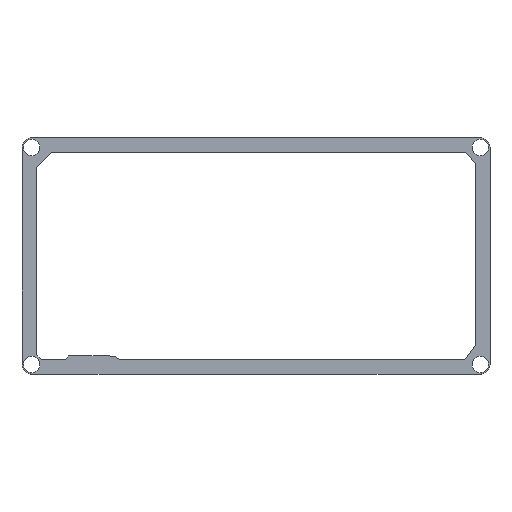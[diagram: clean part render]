
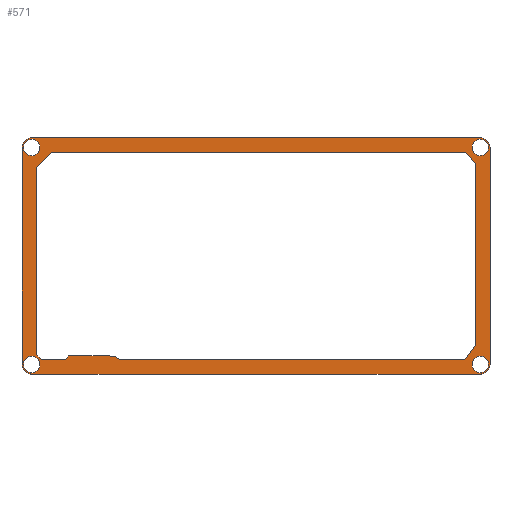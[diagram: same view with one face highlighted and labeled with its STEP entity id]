
A CAD part, top view. The second image highlights one B-rep face of the part: STEP entity #571.
In plain terms, the highlighted planar face has unit normal (0, 0, 1).
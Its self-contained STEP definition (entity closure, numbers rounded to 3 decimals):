
#15=FACE_BOUND('',#100,.T.);
#16=FACE_BOUND('',#101,.T.);
#17=FACE_BOUND('',#102,.T.);
#18=FACE_BOUND('',#103,.T.);
#19=FACE_BOUND('',#104,.T.);
#43=PLANE('',#629);
#71=FACE_OUTER_BOUND('',#99,.T.);
#99=EDGE_LOOP('',(#485,#486,#487,#488,#489,#490,#491,#492,#493,#494));
#100=EDGE_LOOP('',(#495));
#101=EDGE_LOOP('',(#496));
#102=EDGE_LOOP('',(#497));
#103=EDGE_LOOP('',(#498,#499,#500,#501,#502,#503,#504,#505,#506,#507,#508,
#509));
#104=EDGE_LOOP('',(#510));
#114=LINE('',#797,#176);
#117=LINE('',#803,#179);
#120=LINE('',#809,#182);
#123=LINE('',#815,#185);
#126=LINE('',#821,#188);
#129=LINE('',#827,#191);
#132=LINE('',#833,#194);
#135=LINE('',#839,#197);
#138=LINE('',#845,#200);
#141=LINE('',#851,#203);
#144=LINE('',#857,#206);
#147=LINE('',#861,#209);
#153=LINE('',#887,#215);
#157=LINE('',#899,#219);
#160=LINE('',#905,#222);
#164=LINE('',#917,#226);
#168=LINE('',#929,#230);
#172=LINE('',#939,#234);
#176=VECTOR('',#644,10.);
#179=VECTOR('',#649,10.);
#182=VECTOR('',#654,10.);
#185=VECTOR('',#659,10.);
#188=VECTOR('',#664,10.);
#191=VECTOR('',#669,10.);
#194=VECTOR('',#674,10.);
#197=VECTOR('',#679,10.);
#200=VECTOR('',#684,10.);
#203=VECTOR('',#689,10.);
#206=VECTOR('',#694,10.);
#209=VECTOR('',#699,10.);
#215=VECTOR('',#725,10.);
#219=VECTOR('',#737,10.);
#222=VECTOR('',#742,10.);
#226=VECTOR('',#754,10.);
#230=VECTOR('',#766,10.);
#234=VECTOR('',#778,10.);
#235=CIRCLE('',#588,1.7);
#237=CIRCLE('',#603,1.7);
#239=CIRCLE('',#606,1.7);
#241=CIRCLE('',#609,1.7);
#244=CIRCLE('',#614,2.);
#246=CIRCLE('',#619,2.);
#248=CIRCLE('',#623,2.);
#250=CIRCLE('',#627,2.);
#251=VERTEX_POINT('',#785);
#255=VERTEX_POINT('',#794);
#256=VERTEX_POINT('',#796);
#258=VERTEX_POINT('',#802);
#260=VERTEX_POINT('',#808);
#262=VERTEX_POINT('',#814);
#264=VERTEX_POINT('',#820);
#266=VERTEX_POINT('',#826);
#268=VERTEX_POINT('',#832);
#270=VERTEX_POINT('',#838);
#272=VERTEX_POINT('',#844);
#274=VERTEX_POINT('',#850);
#276=VERTEX_POINT('',#856);
#277=VERTEX_POINT('',#863);
#279=VERTEX_POINT('',#869);
#281=VERTEX_POINT('',#875);
#285=VERTEX_POINT('',#884);
#286=VERTEX_POINT('',#886);
#288=VERTEX_POINT('',#892);
#290=VERTEX_POINT('',#898);
#292=VERTEX_POINT('',#904);
#294=VERTEX_POINT('',#910);
#296=VERTEX_POINT('',#916);
#298=VERTEX_POINT('',#922);
#300=VERTEX_POINT('',#928);
#302=VERTEX_POINT('',#934);
#303=EDGE_CURVE('',#251,#251,#235,.T.);
#308=EDGE_CURVE('',#256,#255,#114,.T.);
#311=EDGE_CURVE('',#258,#256,#117,.T.);
#314=EDGE_CURVE('',#260,#258,#120,.T.);
#317=EDGE_CURVE('',#262,#260,#123,.T.);
#320=EDGE_CURVE('',#264,#262,#126,.T.);
#323=EDGE_CURVE('',#266,#264,#129,.T.);
#326=EDGE_CURVE('',#268,#266,#132,.T.);
#329=EDGE_CURVE('',#270,#268,#135,.T.);
#332=EDGE_CURVE('',#272,#270,#138,.T.);
#335=EDGE_CURVE('',#274,#272,#141,.T.);
#338=EDGE_CURVE('',#276,#274,#144,.T.);
#341=EDGE_CURVE('',#255,#276,#147,.T.);
#342=EDGE_CURVE('',#277,#277,#237,.T.);
#345=EDGE_CURVE('',#279,#279,#239,.T.);
#348=EDGE_CURVE('',#281,#281,#241,.T.);
#353=EDGE_CURVE('',#286,#285,#153,.T.);
#356=EDGE_CURVE('',#288,#286,#244,.T.);
#359=EDGE_CURVE('',#290,#288,#157,.T.);
#362=EDGE_CURVE('',#292,#290,#160,.T.);
#365=EDGE_CURVE('',#294,#292,#246,.T.);
#368=EDGE_CURVE('',#296,#294,#164,.T.);
#371=EDGE_CURVE('',#298,#296,#248,.T.);
#374=EDGE_CURVE('',#300,#298,#168,.T.);
#377=EDGE_CURVE('',#302,#300,#250,.T.);
#380=EDGE_CURVE('',#285,#302,#172,.T.);
#485=ORIENTED_EDGE('',*,*,#380,.T.);
#486=ORIENTED_EDGE('',*,*,#377,.T.);
#487=ORIENTED_EDGE('',*,*,#374,.T.);
#488=ORIENTED_EDGE('',*,*,#371,.T.);
#489=ORIENTED_EDGE('',*,*,#368,.T.);
#490=ORIENTED_EDGE('',*,*,#365,.T.);
#491=ORIENTED_EDGE('',*,*,#362,.T.);
#492=ORIENTED_EDGE('',*,*,#359,.T.);
#493=ORIENTED_EDGE('',*,*,#356,.T.);
#494=ORIENTED_EDGE('',*,*,#353,.T.);
#495=ORIENTED_EDGE('',*,*,#348,.T.);
#496=ORIENTED_EDGE('',*,*,#345,.T.);
#497=ORIENTED_EDGE('',*,*,#342,.T.);
#498=ORIENTED_EDGE('',*,*,#341,.T.);
#499=ORIENTED_EDGE('',*,*,#338,.T.);
#500=ORIENTED_EDGE('',*,*,#335,.T.);
#501=ORIENTED_EDGE('',*,*,#332,.T.);
#502=ORIENTED_EDGE('',*,*,#329,.T.);
#503=ORIENTED_EDGE('',*,*,#326,.T.);
#504=ORIENTED_EDGE('',*,*,#323,.T.);
#505=ORIENTED_EDGE('',*,*,#320,.T.);
#506=ORIENTED_EDGE('',*,*,#317,.T.);
#507=ORIENTED_EDGE('',*,*,#314,.T.);
#508=ORIENTED_EDGE('',*,*,#311,.T.);
#509=ORIENTED_EDGE('',*,*,#308,.T.);
#510=ORIENTED_EDGE('',*,*,#303,.T.);
#571=ADVANCED_FACE('',(#71,#15,#16,#17,#18,#19),#43,.T.);
#588=AXIS2_PLACEMENT_3D('',#786,#635,#636);
#603=AXIS2_PLACEMENT_3D('',#864,#702,#703);
#606=AXIS2_PLACEMENT_3D('',#870,#709,#710);
#609=AXIS2_PLACEMENT_3D('',#876,#716,#717);
#614=AXIS2_PLACEMENT_3D('',#893,#731,#732);
#619=AXIS2_PLACEMENT_3D('',#911,#748,#749);
#623=AXIS2_PLACEMENT_3D('',#923,#760,#761);
#627=AXIS2_PLACEMENT_3D('',#935,#772,#773);
#629=AXIS2_PLACEMENT_3D('',#940,#779,#780);
#635=DIRECTION('center_axis',(0.,0.,-1.));
#636=DIRECTION('ref_axis',(1.,0.,0.));
#644=DIRECTION('',(-1.,0.001,0.));
#649=DIRECTION('',(-0.593,-0.805,0.));
#654=DIRECTION('',(0.,-1.,0.));
#659=DIRECTION('',(0.656,-0.755,0.));
#664=DIRECTION('',(1.,0.,0.));
#669=DIRECTION('',(0.713,0.701,0.));
#674=DIRECTION('',(0.,1.,0.));
#679=DIRECTION('',(-0.725,0.688,0.));
#684=DIRECTION('',(-1.,0.,0.));
#689=DIRECTION('',(-0.657,-0.754,0.));
#694=DIRECTION('',(-1.,0.005,0.));
#699=DIRECTION('',(-0.831,0.557,0.));
#702=DIRECTION('center_axis',(0.,0.,-1.));
#703=DIRECTION('ref_axis',(1.,0.,0.));
#709=DIRECTION('center_axis',(0.,0.,-1.));
#710=DIRECTION('ref_axis',(1.,0.,0.));
#716=DIRECTION('center_axis',(0.,0.,-1.));
#717=DIRECTION('ref_axis',(1.,0.,0.));
#725=DIRECTION('',(1.,0.,0.));
#731=DIRECTION('center_axis',(0.,0.,1.));
#732=DIRECTION('ref_axis',(-1.,0.,0.));
#737=DIRECTION('',(0.,-1.,0.));
#742=DIRECTION('',(0.,-1.,0.));
#748=DIRECTION('center_axis',(0.,0.,1.));
#749=DIRECTION('ref_axis',(0.,1.,0.));
#754=DIRECTION('',(-1.,0.,0.));
#760=DIRECTION('center_axis',(0.,0.,1.));
#761=DIRECTION('ref_axis',(1.,0.,0.));
#766=DIRECTION('',(0.,1.,0.));
#772=DIRECTION('center_axis',(0.,0.,1.));
#773=DIRECTION('ref_axis',(0.,-1.,0.));
#778=DIRECTION('',(1.,0.,0.));
#779=DIRECTION('center_axis',(0.,0.,1.));
#780=DIRECTION('ref_axis',(1.,0.,0.));
#785=CARTESIAN_POINT('',(45.52,-22.487,5.));
#786=CARTESIAN_POINT('Origin',(47.22,-22.487,5.));
#794=CARTESIAN_POINT('',(-27.09,-21.467,5.));
#796=CARTESIAN_POINT('',(44.06,-21.514,5.));
#797=CARTESIAN_POINT('',(44.06,-21.514,5.));
#802=CARTESIAN_POINT('',(46.22,-18.58,5.));
#803=CARTESIAN_POINT('',(46.22,-18.58,5.));
#808=CARTESIAN_POINT('',(46.22,18.892,5.));
#809=CARTESIAN_POINT('',(46.22,18.892,5.));
#814=CARTESIAN_POINT('',(44.269,21.135,5.));
#815=CARTESIAN_POINT('',(44.269,21.135,5.));
#820=CARTESIAN_POINT('',(-40.94,21.135,5.));
#821=CARTESIAN_POINT('',(-40.94,21.135,5.));
#826=CARTESIAN_POINT('',(-44.091,18.036,5.));
#827=CARTESIAN_POINT('',(-44.091,18.036,5.));
#832=CARTESIAN_POINT('',(-44.09,-20.516,5.));
#833=CARTESIAN_POINT('',(-44.09,-20.516,5.));
#838=CARTESIAN_POINT('',(-43.09,-21.465,5.));
#839=CARTESIAN_POINT('',(-43.09,-21.465,5.));
#844=CARTESIAN_POINT('',(-38.09,-21.465,5.));
#845=CARTESIAN_POINT('',(-38.09,-21.465,5.));
#850=CARTESIAN_POINT('',(-37.439,-20.718,5.));
#851=CARTESIAN_POINT('',(-37.439,-20.718,5.));
#856=CARTESIAN_POINT('',(-28.138,-20.764,5.));
#857=CARTESIAN_POINT('',(-28.138,-20.764,5.));
#861=CARTESIAN_POINT('',(-27.09,-21.467,5.));
#863=CARTESIAN_POINT('',(-46.79,-22.487,5.));
#864=CARTESIAN_POINT('Origin',(-45.09,-22.487,5.));
#869=CARTESIAN_POINT('',(45.52,22.135,5.));
#870=CARTESIAN_POINT('Origin',(47.22,22.135,5.));
#875=CARTESIAN_POINT('',(-46.79,22.135,5.));
#876=CARTESIAN_POINT('Origin',(-45.09,22.135,5.));
#884=CARTESIAN_POINT('',(2.853,-24.487,5.));
#886=CARTESIAN_POINT('',(-45.09,-24.487,5.));
#887=CARTESIAN_POINT('',(2.853,-24.487,5.));
#892=CARTESIAN_POINT('',(-47.09,-22.487,5.));
#893=CARTESIAN_POINT('Origin',(-45.09,-22.487,5.));
#898=CARTESIAN_POINT('',(-47.09,0.271,5.));
#899=CARTESIAN_POINT('',(-47.09,0.271,5.));
#904=CARTESIAN_POINT('',(-47.09,22.135,5.));
#905=CARTESIAN_POINT('',(-47.09,0.271,5.));
#910=CARTESIAN_POINT('',(-45.09,24.135,5.));
#911=CARTESIAN_POINT('Origin',(-45.09,22.135,5.));
#916=CARTESIAN_POINT('',(47.22,24.135,5.));
#917=CARTESIAN_POINT('',(-3.95,24.135,5.));
#922=CARTESIAN_POINT('',(49.22,22.135,5.));
#923=CARTESIAN_POINT('Origin',(47.22,22.135,5.));
#928=CARTESIAN_POINT('',(49.22,-22.487,5.));
#929=CARTESIAN_POINT('',(49.22,-1.042,5.));
#934=CARTESIAN_POINT('',(47.22,-24.487,5.));
#935=CARTESIAN_POINT('Origin',(47.22,-22.487,5.));
#939=CARTESIAN_POINT('',(2.853,-24.487,5.));
#940=CARTESIAN_POINT('Origin',(1.065,-0.176,5.));
